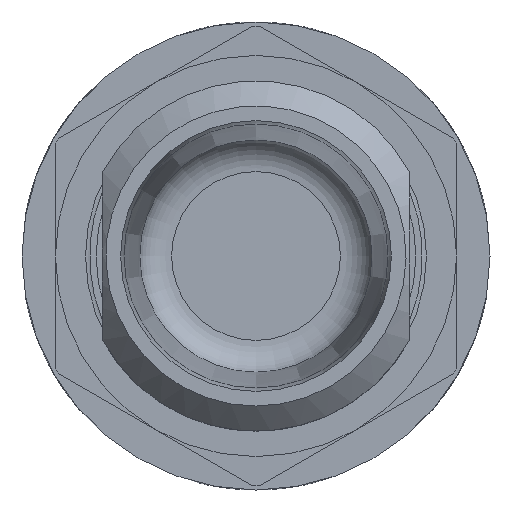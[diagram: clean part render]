
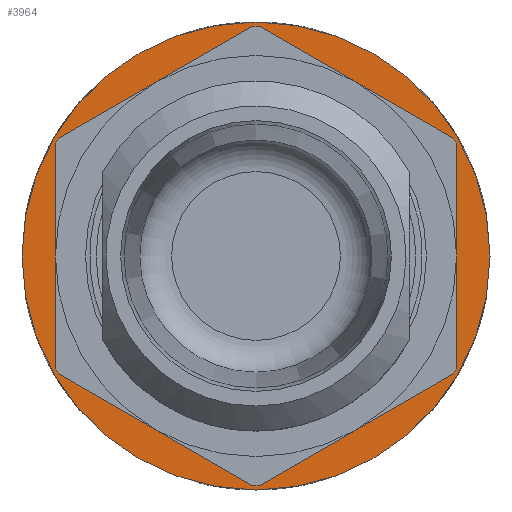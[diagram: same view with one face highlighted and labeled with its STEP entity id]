
A CAD part, front view. The second image highlights one B-rep face of the part: STEP entity #3964.
In plain terms, the highlighted planar face has unit normal (0, -1, 0).
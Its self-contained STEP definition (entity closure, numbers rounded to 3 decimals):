
#33=PLANE('',#4222);
#170=LINE('',#5987,#368);
#171=LINE('',#5988,#369);
#172=LINE('',#5989,#370);
#173=LINE('',#5990,#371);
#174=LINE('',#5991,#372);
#175=LINE('',#5992,#373);
#368=VECTOR('',#4684,1000.);
#369=VECTOR('',#4685,1000.);
#370=VECTOR('',#4686,1000.);
#371=VECTOR('',#4687,1000.);
#372=VECTOR('',#4688,1000.);
#373=VECTOR('',#4689,1000.);
#618=CIRCLE('',#4162,13.75);
#619=CIRCLE('',#4164,13.75);
#620=CIRCLE('',#4166,13.75);
#621=CIRCLE('',#4168,13.75);
#623=CIRCLE('',#4171,13.75);
#625=CIRCLE('',#4174,14.);
#657=CIRCLE('',#4221,13.75);
#955=ORIENTED_EDGE('',*,*,#1639,.T.);
#956=ORIENTED_EDGE('',*,*,#1626,.F.);
#957=ORIENTED_EDGE('',*,*,#1760,.T.);
#958=ORIENTED_EDGE('',*,*,#1624,.F.);
#959=ORIENTED_EDGE('',*,*,#1761,.T.);
#960=ORIENTED_EDGE('',*,*,#1636,.F.);
#961=ORIENTED_EDGE('',*,*,#1762,.T.);
#962=ORIENTED_EDGE('',*,*,#1632,.F.);
#963=ORIENTED_EDGE('',*,*,#1763,.T.);
#964=ORIENTED_EDGE('',*,*,#1758,.F.);
#965=ORIENTED_EDGE('',*,*,#1764,.T.);
#966=ORIENTED_EDGE('',*,*,#1629,.F.);
#967=ORIENTED_EDGE('',*,*,#1765,.T.);
#1624=EDGE_CURVE('',#2035,#2034,#618,.T.);
#1626=EDGE_CURVE('',#2036,#2037,#619,.T.);
#1629=EDGE_CURVE('',#2038,#2039,#620,.T.);
#1632=EDGE_CURVE('',#2040,#2042,#621,.T.);
#1636=EDGE_CURVE('',#2044,#2045,#623,.T.);
#1639=EDGE_CURVE('',#2047,#2047,#625,.T.);
#1758=EDGE_CURVE('',#2150,#2151,#657,.T.);
#1760=EDGE_CURVE('',#2036,#2034,#170,.T.);
#1761=EDGE_CURVE('',#2035,#2045,#171,.T.);
#1762=EDGE_CURVE('',#2044,#2042,#172,.T.);
#1763=EDGE_CURVE('',#2040,#2151,#173,.T.);
#1764=EDGE_CURVE('',#2150,#2039,#174,.T.);
#1765=EDGE_CURVE('',#2038,#2037,#175,.T.);
#2034=VERTEX_POINT('',#5453);
#2035=VERTEX_POINT('',#5455);
#2036=VERTEX_POINT('',#5459);
#2037=VERTEX_POINT('',#5461);
#2038=VERTEX_POINT('',#5465);
#2039=VERTEX_POINT('',#5467);
#2040=VERTEX_POINT('',#5471);
#2042=VERTEX_POINT('',#5474);
#2044=VERTEX_POINT('',#5480);
#2045=VERTEX_POINT('',#5482);
#2047=VERTEX_POINT('',#5488);
#2150=VERTEX_POINT('',#5982);
#2151=VERTEX_POINT('',#5984);
#2394=EDGE_LOOP('',(#955));
#2395=EDGE_LOOP('',(#956,#957,#958,#959,#960,#961,#962,#963,#964,#965,#966,
#967));
#2600=FACE_BOUND('',#2394,.T.);
#2601=FACE_BOUND('',#2395,.T.);
#3964=ADVANCED_FACE('',(#2600,#2601),#33,.T.);
#4162=AXIS2_PLACEMENT_3D('',#5456,#4526,#4527);
#4164=AXIS2_PLACEMENT_3D('',#5460,#4531,#4532);
#4166=AXIS2_PLACEMENT_3D('',#5466,#4537,#4538);
#4168=AXIS2_PLACEMENT_3D('',#5473,#4543,#4544);
#4171=AXIS2_PLACEMENT_3D('',#5481,#4551,#4552);
#4174=AXIS2_PLACEMENT_3D('',#5487,#4558,#4559);
#4221=AXIS2_PLACEMENT_3D('',#5983,#4679,#4680);
#4222=AXIS2_PLACEMENT_3D('',#5986,#4682,#4683);
#4526=DIRECTION('',(0.,-1.,0.));
#4527=DIRECTION('',(0.,0.,-1.));
#4531=DIRECTION('',(0.,-1.,0.));
#4532=DIRECTION('',(0.,0.,-1.));
#4537=DIRECTION('',(0.,-1.,0.));
#4538=DIRECTION('',(0.,0.,-1.));
#4543=DIRECTION('',(0.,-1.,0.));
#4544=DIRECTION('',(0.,0.,-1.));
#4551=DIRECTION('',(0.,-1.,0.));
#4552=DIRECTION('',(0.,0.,-1.));
#4558=DIRECTION('',(0.,-1.,0.));
#4559=DIRECTION('',(0.,0.,-1.));
#4679=DIRECTION('',(0.,-1.,0.));
#4680=DIRECTION('',(0.,0.,-1.));
#4682=DIRECTION('',(0.,-1.,0.));
#4683=DIRECTION('',(0.,0.,-1.));
#4684=DIRECTION('',(0.,0.,1.));
#4685=DIRECTION('',(0.866,0.,0.5));
#4686=DIRECTION('',(0.866,0.,-0.5));
#4687=DIRECTION('',(0.,0.,-1.));
#4688=DIRECTION('',(-0.866,0.,-0.5));
#4689=DIRECTION('',(-0.866,0.,0.5));
#5453=CARTESIAN_POINT('',(-12.,20.5,6.713));
#5455=CARTESIAN_POINT('',(-11.814,20.5,7.036));
#5456=CARTESIAN_POINT('',(0.,20.5,0.));
#5459=CARTESIAN_POINT('',(-12.,20.5,-6.713));
#5460=CARTESIAN_POINT('',(0.,20.5,0.));
#5461=CARTESIAN_POINT('',(-11.814,20.5,-7.036));
#5465=CARTESIAN_POINT('',(-0.186,20.5,-13.749));
#5466=CARTESIAN_POINT('',(0.,20.5,0.));
#5467=CARTESIAN_POINT('',(0.186,20.5,-13.749));
#5471=CARTESIAN_POINT('',(12.,20.5,6.713));
#5473=CARTESIAN_POINT('',(0.,20.5,0.));
#5474=CARTESIAN_POINT('',(11.814,20.5,7.036));
#5480=CARTESIAN_POINT('',(0.186,20.5,13.749));
#5481=CARTESIAN_POINT('',(0.,20.5,0.));
#5482=CARTESIAN_POINT('',(-0.186,20.5,13.749));
#5487=CARTESIAN_POINT('',(0.,20.5,0.));
#5488=CARTESIAN_POINT('',(0.,20.5,-14.));
#5982=CARTESIAN_POINT('',(11.814,20.5,-7.036));
#5983=CARTESIAN_POINT('',(0.,20.5,0.));
#5984=CARTESIAN_POINT('',(12.,20.5,-6.713));
#5986=CARTESIAN_POINT('',(13.75,20.5,0.));
#5987=CARTESIAN_POINT('',(-12.,20.5,-6.928));
#5988=CARTESIAN_POINT('',(-12.,20.5,6.928));
#5989=CARTESIAN_POINT('',(0.,20.5,13.856));
#5990=CARTESIAN_POINT('',(12.,20.5,6.928));
#5991=CARTESIAN_POINT('',(12.,20.5,-6.928));
#5992=CARTESIAN_POINT('',(0.,20.5,-13.856));
